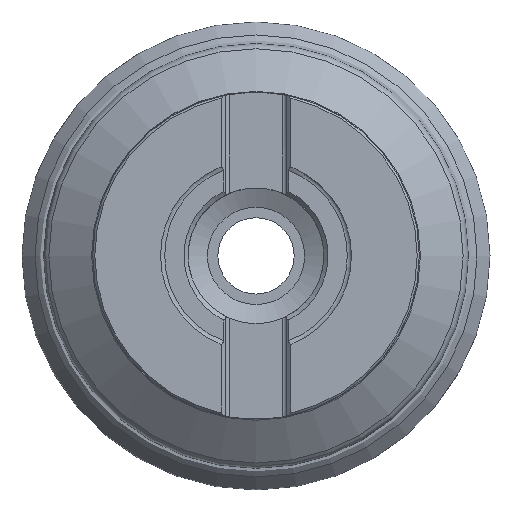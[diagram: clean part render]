
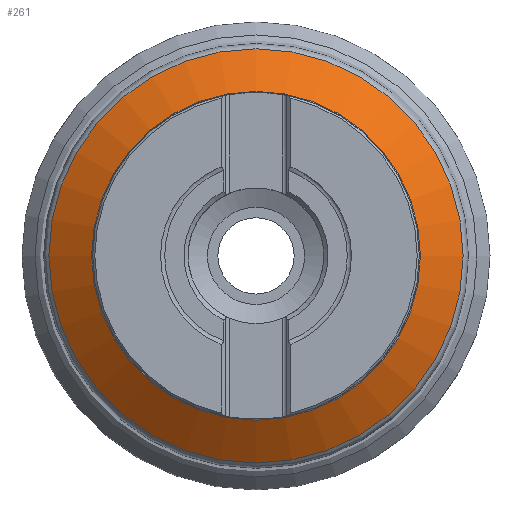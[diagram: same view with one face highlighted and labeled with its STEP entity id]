
A CAD part, top view. The second image highlights one B-rep face of the part: STEP entity #261.
In plain terms, the highlighted conical face has half-angle 54.434 degrees and reference radius 37.5 mm.
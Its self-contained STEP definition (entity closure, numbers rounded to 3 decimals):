
#220=CONICAL_SURFACE('',#1167,37.5,54.434);
#261=ADVANCED_FACE('',(#386,#387),#220,.T.);
#386=FACE_BOUND('',#458,.T.);
#387=FACE_BOUND('',#459,.T.);
#458=EDGE_LOOP('',(#573));
#459=EDGE_LOOP('',(#574));
#573=ORIENTED_EDGE('',*,*,#857,.T.);
#574=ORIENTED_EDGE('',*,*,#858,.T.);
#775=VERTEX_POINT('',#1896);
#776=VERTEX_POINT('',#1898);
#857=EDGE_CURVE('',#775,#775,#947,.T.);
#858=EDGE_CURVE('',#776,#776,#948,.T.);
#947=CIRCLE('',#1165,38.755);
#948=CIRCLE('',#1166,48.832);
#1165=AXIS2_PLACEMENT_3D('',#1895,#1371,#1372);
#1166=AXIS2_PLACEMENT_3D('',#1897,#1373,#1374);
#1167=AXIS2_PLACEMENT_3D('',#1899,#1375,#1376);
#1371=DIRECTION('',(0.,0.,-1.));
#1372=DIRECTION('',(1.,0.,0.));
#1373=DIRECTION('',(0.,0.,1.));
#1374=DIRECTION('',(-1.,0.,0.));
#1375=DIRECTION('',(0.,0.,-1.));
#1376=DIRECTION('',(1.,0.,0.));
#1895=CARTESIAN_POINT('',(0.,0.,-19.897));
#1896=CARTESIAN_POINT('',(38.755,0.,-19.897));
#1897=CARTESIAN_POINT('',(0.,0.,-27.103));
#1898=CARTESIAN_POINT('',(-48.832,0.,-27.103));
#1899=CARTESIAN_POINT('',(0.,0.,-19.));
